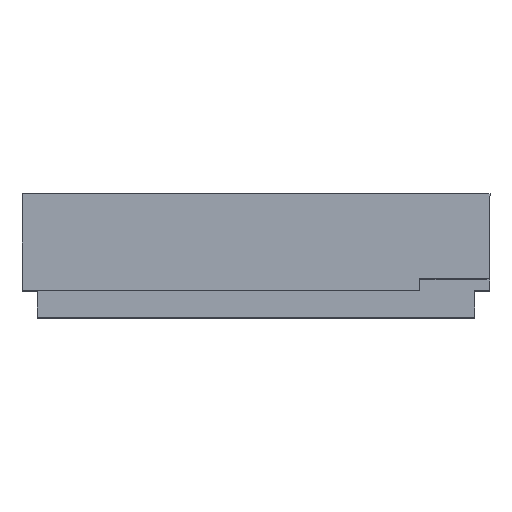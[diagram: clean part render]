
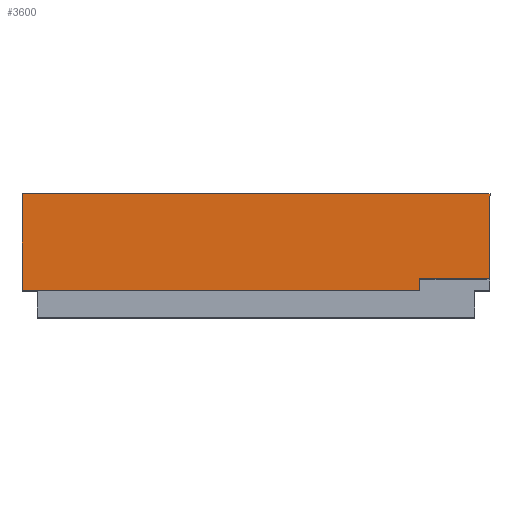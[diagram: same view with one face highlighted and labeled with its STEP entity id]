
A CAD part, top view. The second image highlights one B-rep face of the part: STEP entity #3600.
In plain terms, the highlighted planar face has unit normal (0, 0, 1).
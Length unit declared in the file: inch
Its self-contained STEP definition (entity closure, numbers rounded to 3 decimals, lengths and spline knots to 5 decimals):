
#4 = CARTESIAN_POINT ( 'NONE',  ( -2.07087, -1.26183, 0.55315 ) ) ;
#6 = CARTESIAN_POINT ( 'NONE',  ( -2.53937, -1.26183, 0.55315 ) ) ;
#66 = CARTESIAN_POINT ( 'NONE',  ( -2.53937, -1.14764, 0.55315 ) ) ;
#126 = VERTEX_POINT ( 'NONE', #3306 ) ;
#204 = ORIENTED_EDGE ( 'NONE', *, *, #5753, .T. ) ;
#248 = EDGE_CURVE ( 'NONE', #126, #3513, #6022, .T. ) ;
#297 = CARTESIAN_POINT ( 'NONE',  ( -1.98819, -1.24809, 0.55315 ) ) ;
#332 = ORIENTED_EDGE ( 'NONE', *, *, #2712, .F. ) ;
#339 = FACE_OUTER_BOUND ( 'NONE', #806, .T. ) ;
#499 = EDGE_CURVE ( 'NONE', #126, #5335, #4883, .T. ) ;
#618 = LINE ( 'NONE', #5986, #5127 ) ;
#771 = VERTEX_POINT ( 'NONE', #5233 ) ;
#806 = EDGE_LOOP ( 'NONE', ( #2955, #2930, #204, #1178, #332, #3573 ) ) ;
#932 = CARTESIAN_POINT ( 'NONE',  ( -1.98819, -1.24809, 0.55315 ) ) ;
#1037 = DIRECTION ( 'NONE',  ( 0., 1., 0. ) ) ;
#1074 = AXIS2_PLACEMENT_3D ( 'NONE', #3289, #1792, #3775 ) ;
#1178 = ORIENTED_EDGE ( 'NONE', *, *, #6094, .F. ) ;
#1792 = DIRECTION ( 'NONE',  ( 0., 0., -1. ) ) ;
#1995 = VECTOR ( 'NONE', #1037, 39.37008 ) ;
#2043 = CARTESIAN_POINT ( 'NONE',  ( -2.07087, -1.26183, 0.55315 ) ) ;
#2181 = VECTOR ( 'NONE', #3672, 39.37008 ) ;
#2265 = DIRECTION ( 'NONE',  ( 0., 1., 0. ) ) ;
#2450 = VECTOR ( 'NONE', #2265, 39.37008 ) ;
#2661 = EDGE_CURVE ( 'NONE', #3513, #4565, #618, .T. ) ;
#2712 = EDGE_CURVE ( 'NONE', #5335, #4241, #2953, .T. ) ;
#2759 = LINE ( 'NONE', #297, #2450 ) ;
#2771 = PLANE ( 'NONE',  #1074 ) ;
#2930 = ORIENTED_EDGE ( 'NONE', *, *, #2661, .T. ) ;
#2949 = DIRECTION ( 'NONE',  ( -1., 0., 0. ) ) ;
#2953 = LINE ( 'NONE', #6, #1995 ) ;
#2955 = ORIENTED_EDGE ( 'NONE', *, *, #248, .T. ) ;
#3289 = CARTESIAN_POINT ( 'NONE',  ( -1.98819, -1.2934, 0.55315 ) ) ;
#3306 = CARTESIAN_POINT ( 'NONE',  ( -2.07087, -1.26183, 0.55315 ) ) ;
#3513 = VERTEX_POINT ( 'NONE', #4905 ) ;
#3573 = ORIENTED_EDGE ( 'NONE', *, *, #499, .F. ) ;
#3600 = ADVANCED_FACE ( 'NONE', ( #339 ), #2771, .F. ) ;
#3672 = DIRECTION ( 'NONE',  ( 0., 1., 0. ) ) ;
#3775 = DIRECTION ( 'NONE',  ( -1., 0., 0. ) ) ;
#4008 = DIRECTION ( 'NONE',  ( 1., 0., 0. ) ) ;
#4038 = CARTESIAN_POINT ( 'NONE',  ( -2.53937, -1.14764, 0.55315 ) ) ;
#4241 = VERTEX_POINT ( 'NONE', #66 ) ;
#4565 = VERTEX_POINT ( 'NONE', #932 ) ;
#4883 = LINE ( 'NONE', #4, #5615 ) ;
#4905 = CARTESIAN_POINT ( 'NONE',  ( -2.07087, -1.24809, 0.55315 ) ) ;
#5049 = LINE ( 'NONE', #4038, #5264 ) ;
#5127 = VECTOR ( 'NONE', #5430, 39.37008 ) ;
#5233 = CARTESIAN_POINT ( 'NONE',  ( -1.98819, -1.14764, 0.55315 ) ) ;
#5264 = VECTOR ( 'NONE', #4008, 39.37008 ) ;
#5335 = VERTEX_POINT ( 'NONE', #5894 ) ;
#5430 = DIRECTION ( 'NONE',  ( 1., 0., 0. ) ) ;
#5615 = VECTOR ( 'NONE', #2949, 39.37008 ) ;
#5753 = EDGE_CURVE ( 'NONE', #4565, #771, #2759, .T. ) ;
#5894 = CARTESIAN_POINT ( 'NONE',  ( -2.53937, -1.26183, 0.55315 ) ) ;
#5986 = CARTESIAN_POINT ( 'NONE',  ( -2.07087, -1.24809, 0.55315 ) ) ;
#6022 = LINE ( 'NONE', #2043, #2181 ) ;
#6094 = EDGE_CURVE ( 'NONE', #4241, #771, #5049, .T. ) ;
